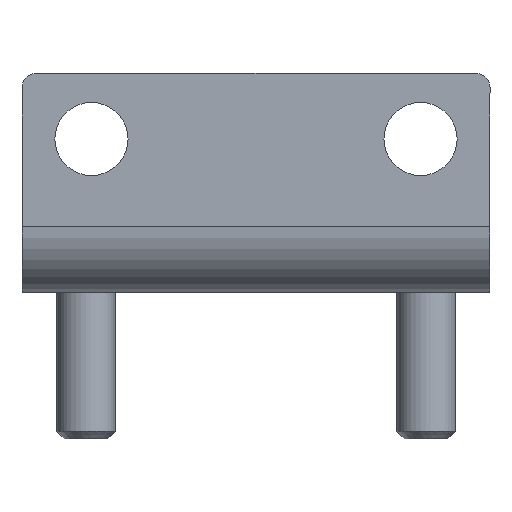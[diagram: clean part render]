
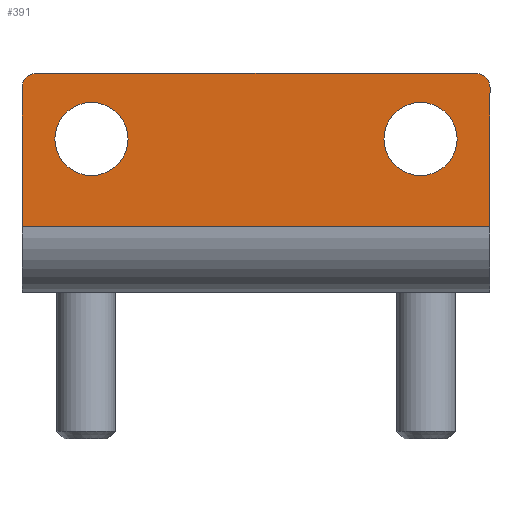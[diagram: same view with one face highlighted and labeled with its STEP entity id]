
A CAD part, front view. The second image highlights one B-rep face of the part: STEP entity #391.
In plain terms, the highlighted planar face has unit normal (0, -1, 0).
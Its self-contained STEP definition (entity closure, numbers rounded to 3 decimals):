
#21 = VERTEX_POINT ( 'NONE', #1300 ) ;
#30 = CARTESIAN_POINT ( 'NONE',  ( 32., 0., 0. ) ) ;
#32 = CARTESIAN_POINT ( 'NONE',  ( 30., 0., 30. ) ) ;
#34 = CARTESIAN_POINT ( 'NONE',  ( 22.5, 0., 21. ) ) ;
#39 = EDGE_CURVE ( 'NONE', #1033, #21, #932, .T. ) ;
#55 = AXIS2_PLACEMENT_3D ( 'NONE', #671, #497, #1374 ) ;
#73 = AXIS2_PLACEMENT_3D ( 'NONE', #1275, #1290, #1293 ) ;
#80 = EDGE_CURVE ( 'NONE', #1348, #894, #929, .T. ) ;
#122 = LINE ( 'NONE', #242, #287 ) ;
#130 = CARTESIAN_POINT ( 'NONE',  ( -32., 0., 28. ) ) ;
#137 = FACE_BOUND ( 'NONE', #437, .T. ) ;
#179 = EDGE_CURVE ( 'NONE', #521, #916, #1038, .T. ) ;
#186 = AXIS2_PLACEMENT_3D ( 'NONE', #809, #813, #823 ) ;
#222 = CARTESIAN_POINT ( 'NONE',  ( -32., 0., 9. ) ) ;
#242 = CARTESIAN_POINT ( 'NONE',  ( 32., 0., 9. ) ) ;
#287 = VECTOR ( 'NONE', #311, 1000. ) ;
#292 = DIRECTION ( 'NONE',  ( 0., 0., -1. ) ) ;
#298 = DIRECTION ( 'NONE',  ( 0., 0., 1. ) ) ;
#311 = DIRECTION ( 'NONE',  ( 1., 0., 0. ) ) ;
#315 = EDGE_LOOP ( 'NONE', ( #977, #1238 ) ) ;
#348 = CARTESIAN_POINT ( 'NONE',  ( 32., 0., 28. ) ) ;
#351 = EDGE_CURVE ( 'NONE', #672, #1348, #358, .T. ) ;
#358 = CIRCLE ( 'NONE', #1042, 2. ) ;
#372 = FACE_OUTER_BOUND ( 'NONE', #1065, .T. ) ;
#391 = ADVANCED_FACE ( 'NONE', ( #372, #1145, #137 ), #958, .T. ) ;
#392 = CIRCLE ( 'NONE', #73, 5. ) ;
#410 = EDGE_CURVE ( 'NONE', #1370, #894, #122, .T. ) ;
#418 = DIRECTION ( 'NONE',  ( 0., 0., -1. ) ) ;
#437 = EDGE_LOOP ( 'NONE', ( #1254, #1067 ) ) ;
#488 = DIRECTION ( 'NONE',  ( 0., 1., 0. ) ) ;
#497 = DIRECTION ( 'NONE',  ( 0., 1., 0. ) ) ;
#501 = CARTESIAN_POINT ( 'NONE',  ( -30., 0., 30. ) ) ;
#521 = VERTEX_POINT ( 'NONE', #130 ) ;
#597 = ORIENTED_EDGE ( 'NONE', *, *, #1321, .F. ) ;
#625 = VERTEX_POINT ( 'NONE', #642 ) ;
#642 = CARTESIAN_POINT ( 'NONE',  ( -22.5, 0., 16. ) ) ;
#644 = ORIENTED_EDGE ( 'NONE', *, *, #850, .F. ) ;
#671 = CARTESIAN_POINT ( 'NONE',  ( -22.5, 0., 21. ) ) ;
#672 = VERTEX_POINT ( 'NONE', #32 ) ;
#702 = DIRECTION ( 'NONE',  ( 1., 0., 0. ) ) ;
#795 = DIRECTION ( 'NONE',  ( 0., 1., 0. ) ) ;
#797 = EDGE_CURVE ( 'NONE', #1222, #625, #1339, .T. ) ;
#809 = CARTESIAN_POINT ( 'NONE',  ( -22.5, 0., 21. ) ) ;
#813 = DIRECTION ( 'NONE',  ( 0., 1., 0. ) ) ;
#823 = DIRECTION ( 'NONE',  ( 0., 0., 1. ) ) ;
#850 = EDGE_CURVE ( 'NONE', #1370, #521, #1182, .T. ) ;
#865 = CARTESIAN_POINT ( 'NONE',  ( -32., 0., 0. ) ) ;
#871 = CIRCLE ( 'NONE', #55, 5. ) ;
#894 = VERTEX_POINT ( 'NONE', #1007 ) ;
#916 = VERTEX_POINT ( 'NONE', #1044 ) ;
#929 = LINE ( 'NONE', #30, #1002 ) ;
#932 = CIRCLE ( 'NONE', #1234, 5. ) ;
#940 = CARTESIAN_POINT ( 'NONE',  ( -30., 0., 28. ) ) ;
#946 = ORIENTED_EDGE ( 'NONE', *, *, #351, .F. ) ;
#958 = PLANE ( 'NONE',  #969 ) ;
#962 = DIRECTION ( 'NONE',  ( 0., 0., -1. ) ) ;
#969 = AXIS2_PLACEMENT_3D ( 'NONE', #988, #986, #962 ) ;
#972 = VECTOR ( 'NONE', #702, 1000. ) ;
#977 = ORIENTED_EDGE ( 'NONE', *, *, #989, .T. ) ;
#986 = DIRECTION ( 'NONE',  ( 0., -1., 0. ) ) ;
#988 = CARTESIAN_POINT ( 'NONE',  ( 30., 0., 28. ) ) ;
#989 = EDGE_CURVE ( 'NONE', #21, #1033, #392, .T. ) ;
#1002 = VECTOR ( 'NONE', #292, 1000. ) ;
#1007 = CARTESIAN_POINT ( 'NONE',  ( 32., 0., 9. ) ) ;
#1027 = ORIENTED_EDGE ( 'NONE', *, *, #80, .F. ) ;
#1033 = VERTEX_POINT ( 'NONE', #1299 ) ;
#1038 = CIRCLE ( 'NONE', #1179, 2. ) ;
#1042 = AXIS2_PLACEMENT_3D ( 'NONE', #1079, #1057, #1060 ) ;
#1044 = CARTESIAN_POINT ( 'NONE',  ( -30., 0., 30. ) ) ;
#1045 = EDGE_CURVE ( 'NONE', #625, #1222, #871, .T. ) ;
#1057 = DIRECTION ( 'NONE',  ( 0., 1., 0. ) ) ;
#1060 = DIRECTION ( 'NONE',  ( 0., 0., -1. ) ) ;
#1065 = EDGE_LOOP ( 'NONE', ( #644, #1186, #1027, #946, #597, #1364 ) ) ;
#1067 = ORIENTED_EDGE ( 'NONE', *, *, #797, .T. ) ;
#1079 = CARTESIAN_POINT ( 'NONE',  ( 30., 0., 28. ) ) ;
#1123 = VECTOR ( 'NONE', #1176, 1000. ) ;
#1145 = FACE_BOUND ( 'NONE', #315, .T. ) ;
#1176 = DIRECTION ( 'NONE',  ( 0., 0., 1. ) ) ;
#1179 = AXIS2_PLACEMENT_3D ( 'NONE', #940, #488, #418 ) ;
#1182 = LINE ( 'NONE', #865, #1123 ) ;
#1186 = ORIENTED_EDGE ( 'NONE', *, *, #410, .T. ) ;
#1214 = CARTESIAN_POINT ( 'NONE',  ( -22.5, 0., 26. ) ) ;
#1222 = VERTEX_POINT ( 'NONE', #1214 ) ;
#1234 = AXIS2_PLACEMENT_3D ( 'NONE', #34, #795, #298 ) ;
#1238 = ORIENTED_EDGE ( 'NONE', *, *, #39, .T. ) ;
#1254 = ORIENTED_EDGE ( 'NONE', *, *, #1045, .T. ) ;
#1275 = CARTESIAN_POINT ( 'NONE',  ( 22.5, 0., 21. ) ) ;
#1290 = DIRECTION ( 'NONE',  ( 0., 1., 0. ) ) ;
#1291 = LINE ( 'NONE', #501, #972 ) ;
#1293 = DIRECTION ( 'NONE',  ( 0., 0., 1. ) ) ;
#1299 = CARTESIAN_POINT ( 'NONE',  ( 22.5, 0., 26. ) ) ;
#1300 = CARTESIAN_POINT ( 'NONE',  ( 22.5, 0., 16. ) ) ;
#1321 = EDGE_CURVE ( 'NONE', #916, #672, #1291, .T. ) ;
#1339 = CIRCLE ( 'NONE', #186, 5. ) ;
#1348 = VERTEX_POINT ( 'NONE', #348 ) ;
#1364 = ORIENTED_EDGE ( 'NONE', *, *, #179, .F. ) ;
#1370 = VERTEX_POINT ( 'NONE', #222 ) ;
#1374 = DIRECTION ( 'NONE',  ( 0., 0., 1. ) ) ;
